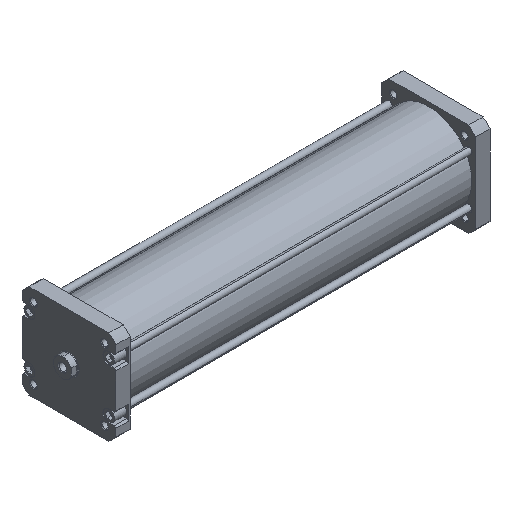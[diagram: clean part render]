
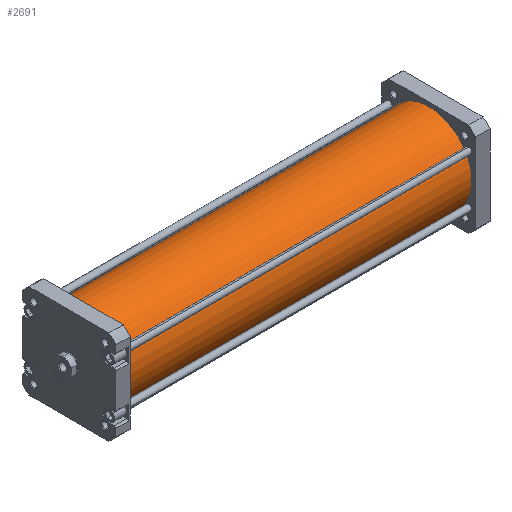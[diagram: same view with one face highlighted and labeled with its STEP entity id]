
A CAD part, isometric view. The second image highlights one B-rep face of the part: STEP entity #2691.
In plain terms, the highlighted cylindrical face has radius 66.5 mm (diameter 133 mm), a partial arc.
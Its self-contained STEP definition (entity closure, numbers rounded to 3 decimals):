
#1380 = VERTEX_POINT ( 'NONE', #2379 ) ;
#1381 = VERTEX_POINT ( 'NONE', #2380 ) ;
#1382 = VERTEX_POINT ( 'NONE', #2381 ) ;
#1383 = VERTEX_POINT ( 'NONE', #2382 ) ;
#2379 = CARTESIAN_POINT ( 'NONE',  ( 66.5, 0., 534. ) ) ;
#2380 = CARTESIAN_POINT ( 'NONE',  ( -66.5, 0., 534. ) ) ;
#2381 = CARTESIAN_POINT ( 'NONE',  ( 66.5, 0., 0. ) ) ;
#2382 = CARTESIAN_POINT ( 'NONE',  ( -66.5, 0., 0. ) ) ;
#2691 = ADVANCED_FACE ( 'NONE', ( #6419 ), #6424, .T. ) ;
#2895 = EDGE_LOOP ( 'NONE', ( #2940, #2939, #2938, #2937 ) ) ;
#2937 = ORIENTED_EDGE ( 'NONE', *, *, #3233, .T. ) ;
#2938 = ORIENTED_EDGE ( 'NONE', *, *, #3230, .T. ) ;
#2939 = ORIENTED_EDGE ( 'NONE', *, *, #3231, .F. ) ;
#2940 = ORIENTED_EDGE ( 'NONE', *, *, #3228, .F. ) ;
#3228 = EDGE_CURVE ( 'NONE', #1380, #1382, #6892, .T. ) ;
#3230 = EDGE_CURVE ( 'NONE', #1381, #1383, #6895, .T. ) ;
#3231 = EDGE_CURVE ( 'NONE', #1381, #1380, #6898, .T. ) ;
#3233 = EDGE_CURVE ( 'NONE', #1383, #1382, #6902, .T. ) ;
#3615 = AXIS2_PLACEMENT_3D ( 'NONE', #4672, #4603, #4606 ) ;
#3759 = AXIS2_PLACEMENT_3D ( 'NONE', #7351, #7353, #7354 ) ;
#3765 = AXIS2_PLACEMENT_3D ( 'NONE', #7352, #7358, #7359 ) ;
#4603 = DIRECTION ( 'NONE',  ( 0., 0., -1. ) ) ;
#4606 = DIRECTION ( 'NONE',  ( -1., 0., 0. ) ) ;
#4672 = CARTESIAN_POINT ( 'NONE',  ( 0., 0., 534. ) ) ;
#6419 = FACE_OUTER_BOUND ( 'NONE', #2895, .T. ) ;
#6424 = CYLINDRICAL_SURFACE ( 'NONE', #3615, 66.5 ) ;
#6888 = VECTOR ( 'NONE', #7350, 1000. ) ;
#6890 = VECTOR ( 'NONE', #7346, 1000. ) ;
#6892 = LINE ( 'NONE', #7339, #6890 ) ;
#6895 = LINE ( 'NONE', #7334, #6888 ) ;
#6898 = CIRCLE ( 'NONE', #3759, 66.5 ) ;
#6902 = CIRCLE ( 'NONE', #3765, 66.5 ) ;
#7334 = CARTESIAN_POINT ( 'NONE',  ( -66.5, 0., 534. ) ) ;
#7339 = CARTESIAN_POINT ( 'NONE',  ( 66.5, 0., 534. ) ) ;
#7346 = DIRECTION ( 'NONE',  ( 0., 0., -1. ) ) ;
#7350 = DIRECTION ( 'NONE',  ( 0., 0., -1. ) ) ;
#7351 = CARTESIAN_POINT ( 'NONE',  ( 0., 0., 534. ) ) ;
#7352 = CARTESIAN_POINT ( 'NONE',  ( 0., 0., 0. ) ) ;
#7353 = DIRECTION ( 'NONE',  ( 0., 0., 1. ) ) ;
#7354 = DIRECTION ( 'NONE',  ( 1., 0., 0. ) ) ;
#7358 = DIRECTION ( 'NONE',  ( 0., 0., 1. ) ) ;
#7359 = DIRECTION ( 'NONE',  ( 1., 0., 0. ) ) ;
